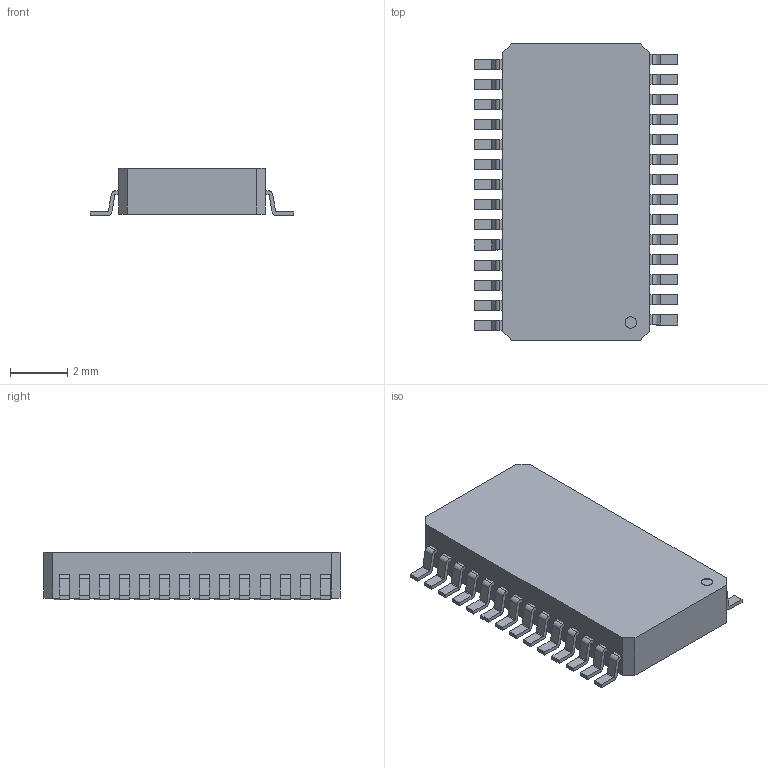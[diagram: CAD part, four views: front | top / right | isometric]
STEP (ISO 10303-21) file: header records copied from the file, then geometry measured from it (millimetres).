
FILE_DESCRIPTION(('FreeCAD Model'),'2;1');
FILE_NAME( 'SSOP-28.step', '2015-07-26T00:12:25',('Author'),(''), 'Open CASCADE STEP processor 6.8','FreeCAD','Unknown');
FILE_SCHEMA(('AUTOMOTIVE_DESIGN_CC2 { 1 2 10303 214 -1 1 5 4 }'));
Length unit declared in the file: millimetre
Products named in the file (2): ASSEMBLY; SSOP-28-LD
Assembly tree (1 placements, depth 2):
  ASSEMBLY
    SSOP-28-LD
Bounding box: 7.11 x 10.33 x 1.65 mm (x, y, z)
Volume: 86.3 mm3; surface area: 195.8 mm2
Topology: 1 solids, 1 shells, 376 faces, 1035 edges, 690 vertices
Faces by surface type: plane 263, cylinder 113
Full cylindrical faces by diameter (mm): 0.4 x1
Entity records: 28046 total; most frequent: CARTESIAN_POINT 5187, DIRECTION 3638, LINE 2317, VECTOR 2317, ORIENTED_EDGE 2070, PCURVE 2070, DEFINITIONAL_REPRESENTATION 2070, EDGE_CURVE 1035
